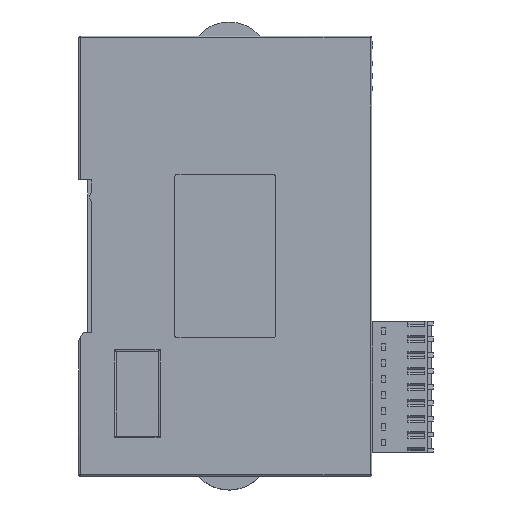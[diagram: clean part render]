
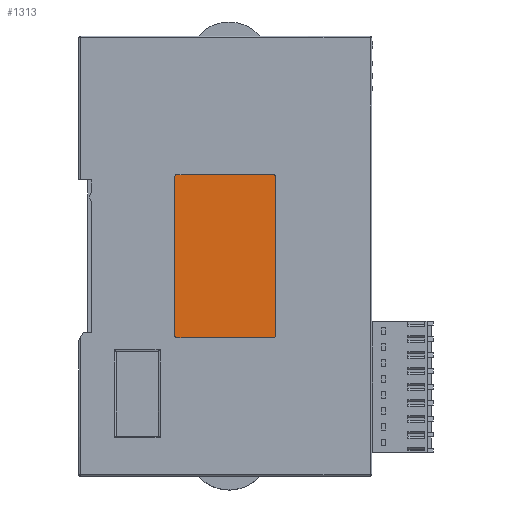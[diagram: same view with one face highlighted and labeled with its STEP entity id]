
A CAD part, left-side view. The second image highlights one B-rep face of the part: STEP entity #1313.
In plain terms, the highlighted planar face has unit normal (-1, 0, 0).
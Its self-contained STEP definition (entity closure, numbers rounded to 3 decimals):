
#1313=ADVANCED_FACE('',(#2546),#20291,.T.);
#2546=FACE_OUTER_BOUND('',#3892,.T.);
#3892=EDGE_LOOP('',(#9706,#9707,#9708,#9709,#9710,#9711,#9712,#9713));
#9706=ORIENTED_EDGE('',*,*,#12904,.F.);
#9707=ORIENTED_EDGE('',*,*,#12891,.F.);
#9708=ORIENTED_EDGE('',*,*,#12884,.F.);
#9709=ORIENTED_EDGE('',*,*,#12885,.F.);
#9710=ORIENTED_EDGE('',*,*,#12890,.F.);
#9711=ORIENTED_EDGE('',*,*,#12894,.F.);
#9712=ORIENTED_EDGE('',*,*,#12899,.F.);
#9713=ORIENTED_EDGE('',*,*,#12900,.F.);
#12884=EDGE_CURVE('',#18640,#18637,#13877,.T.);
#12885=EDGE_CURVE('',#18641,#18640,#16217,.T.);
#12890=EDGE_CURVE('',#18644,#18641,#13879,.T.);
#12891=EDGE_CURVE('',#18637,#18645,#16221,.T.);
#12894=EDGE_CURVE('',#18647,#18644,#16224,.T.);
#12899=EDGE_CURVE('',#18650,#18647,#13881,.T.);
#12900=EDGE_CURVE('',#18651,#18650,#16228,.T.);
#12904=EDGE_CURVE('',#18645,#18651,#13883,.T.);
#13877=(
BOUNDED_CURVE()
B_SPLINE_CURVE(2,(#35750,#35751,#35752),.UNSPECIFIED.,.F.,.F.)
B_SPLINE_CURVE_WITH_KNOTS((3,3),(0.,1.),.UNSPECIFIED.)
CURVE()
GEOMETRIC_REPRESENTATION_ITEM()
RATIONAL_B_SPLINE_CURVE((1.,0.707,1.))
REPRESENTATION_ITEM('')
);
#13879=(
BOUNDED_CURVE()
B_SPLINE_CURVE(2,(#35764,#35765,#35766),.UNSPECIFIED.,.F.,.F.)
B_SPLINE_CURVE_WITH_KNOTS((3,3),(0.,1.),.UNSPECIFIED.)
CURVE()
GEOMETRIC_REPRESENTATION_ITEM()
RATIONAL_B_SPLINE_CURVE((1.,0.707,1.))
REPRESENTATION_ITEM('')
);
#13881=(
BOUNDED_CURVE()
B_SPLINE_CURVE(2,(#35784,#35785,#35786),.UNSPECIFIED.,.F.,.F.)
B_SPLINE_CURVE_WITH_KNOTS((3,3),(0.,1.),.UNSPECIFIED.)
CURVE()
GEOMETRIC_REPRESENTATION_ITEM()
RATIONAL_B_SPLINE_CURVE((1.,0.707,1.))
REPRESENTATION_ITEM('')
);
#13883=(
BOUNDED_CURVE()
B_SPLINE_CURVE(2,(#35796,#35797,#35798),.UNSPECIFIED.,.F.,.F.)
B_SPLINE_CURVE_WITH_KNOTS((3,3),(0.,1.),.UNSPECIFIED.)
CURVE()
GEOMETRIC_REPRESENTATION_ITEM()
RATIONAL_B_SPLINE_CURVE((1.,0.707,1.))
REPRESENTATION_ITEM('')
);
#16217=B_SPLINE_CURVE_WITH_KNOTS('',1,(#35753,#35754),.UNSPECIFIED.,.F.,
 .F.,(2,2),(0.,23.),.UNSPECIFIED.);
#16221=B_SPLINE_CURVE_WITH_KNOTS('',1,(#35767,#35768),.UNSPECIFIED.,.F.,
 .F.,(2,2),(0.,38.),.UNSPECIFIED.);
#16224=B_SPLINE_CURVE_WITH_KNOTS('',1,(#35773,#35774),.UNSPECIFIED.,.F.,
 .F.,(2,2),(0.,38.),.UNSPECIFIED.);
#16228=B_SPLINE_CURVE_WITH_KNOTS('',1,(#35787,#35788),.UNSPECIFIED.,.F.,
 .F.,(2,2),(0.,23.),.UNSPECIFIED.);
#18637=VERTEX_POINT('',#28040);
#18640=VERTEX_POINT('',#28043);
#18641=VERTEX_POINT('',#28044);
#18644=VERTEX_POINT('',#28047);
#18645=VERTEX_POINT('',#28048);
#18647=VERTEX_POINT('',#28050);
#18650=VERTEX_POINT('',#28053);
#18651=VERTEX_POINT('',#28054);
#20291=PLANE('',#21417);
#21417=AXIS2_PLACEMENT_3D('',#25955,#22466,$);
#22466=DIRECTION('',(-1.,0.,0.));
#25955=CARTESIAN_POINT('',(-345.703,-71.468,212.686));
#28040=CARTESIAN_POINT('',(-345.703,-97.88,255.098));
#28043=CARTESIAN_POINT('',(-345.703,-97.38,255.598));
#28044=CARTESIAN_POINT('',(-345.703,-74.38,255.598));
#28047=CARTESIAN_POINT('',(-345.703,-73.88,255.098));
#28048=CARTESIAN_POINT('',(-345.703,-97.88,217.098));
#28050=CARTESIAN_POINT('',(-345.703,-73.88,217.098));
#28053=CARTESIAN_POINT('',(-345.703,-74.38,216.598));
#28054=CARTESIAN_POINT('',(-345.703,-97.38,216.598));
#35750=CARTESIAN_POINT('',(-345.703,-97.38,255.598));
#35751=CARTESIAN_POINT('',(-345.703,-97.88,255.598));
#35752=CARTESIAN_POINT('',(-345.703,-97.88,255.098));
#35753=CARTESIAN_POINT('',(-345.703,-74.38,255.598));
#35754=CARTESIAN_POINT('',(-345.703,-97.38,255.598));
#35764=CARTESIAN_POINT('',(-345.703,-73.88,255.098));
#35765=CARTESIAN_POINT('',(-345.703,-73.88,255.598));
#35766=CARTESIAN_POINT('',(-345.703,-74.38,255.598));
#35767=CARTESIAN_POINT('',(-345.703,-97.88,255.098));
#35768=CARTESIAN_POINT('',(-345.703,-97.88,217.098));
#35773=CARTESIAN_POINT('',(-345.703,-73.88,217.098));
#35774=CARTESIAN_POINT('',(-345.703,-73.88,255.098));
#35784=CARTESIAN_POINT('',(-345.703,-74.38,216.598));
#35785=CARTESIAN_POINT('',(-345.703,-73.88,216.598));
#35786=CARTESIAN_POINT('',(-345.703,-73.88,217.098));
#35787=CARTESIAN_POINT('',(-345.703,-97.38,216.598));
#35788=CARTESIAN_POINT('',(-345.703,-74.38,216.598));
#35796=CARTESIAN_POINT('',(-345.703,-97.88,217.098));
#35797=CARTESIAN_POINT('',(-345.703,-97.88,216.598));
#35798=CARTESIAN_POINT('',(-345.703,-97.38,216.598));
